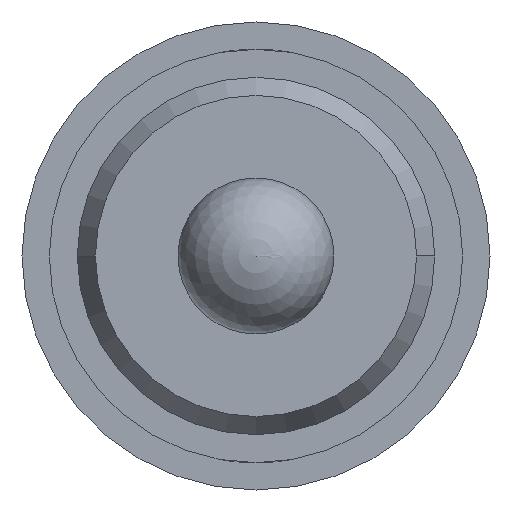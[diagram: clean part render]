
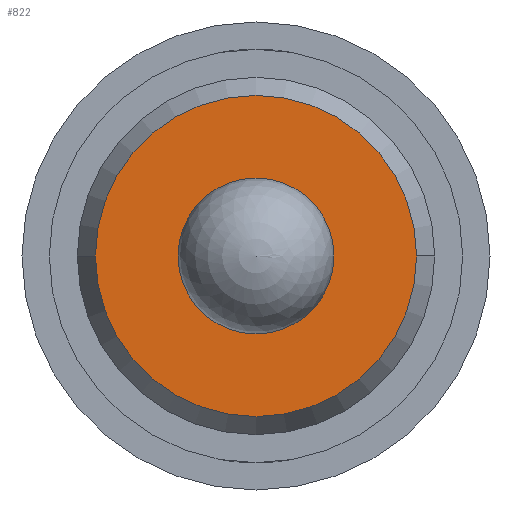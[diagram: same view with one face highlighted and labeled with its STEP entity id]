
A CAD part, front view. The second image highlights one B-rep face of the part: STEP entity #822.
In plain terms, the highlighted planar face has unit normal (0, -1, 0).
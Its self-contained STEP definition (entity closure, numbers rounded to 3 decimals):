
#78 = EDGE_LOOP ( 'NONE', ( #3114, #746 ) ) ;
#103 = DIRECTION ( 'NONE',  ( 1., 0., 0. ) ) ;
#120 = DIRECTION ( 'NONE',  ( 0., -1., 0. ) ) ;
#283 = VERTEX_POINT ( 'NONE', #377 ) ;
#361 = CARTESIAN_POINT ( 'NONE',  ( 0., -28.6, 0. ) ) ;
#377 = CARTESIAN_POINT ( 'NONE',  ( 0., -28.6, 0.5 ) ) ;
#387 = VERTEX_POINT ( 'NONE', #3724 ) ;
#446 = DIRECTION ( 'NONE',  ( 0., -1., 0. ) ) ;
#611 = EDGE_CURVE ( 'Defeature ausgef�hrt1_17+Defeature ausgef�hrt1_16+Defeature ausgef�hrt1_16+Defeature ausgef�hrt1_16', #387, #1186, #1658, .T. ) ;
#624 = ORIENTED_EDGE ( 'NONE', *, *, #3366, .T. ) ;
#723 = CARTESIAN_POINT ( 'NONE',  ( 0., -28.6, 0. ) ) ;
#746 = ORIENTED_EDGE ( 'NONE', *, *, #5129, .T. ) ;
#822 = ADVANCED_FACE ( 'Defeature ausgef�hrt1_17', ( #1788, #3364 ), #2905, .T. ) ;
#940 = DIRECTION ( 'NONE',  ( 1., 0., 0. ) ) ;
#1186 = VERTEX_POINT ( 'NONE', #4084 ) ;
#1312 = CIRCLE ( 'NONE', #4668, 0.5 ) ;
#1658 = CIRCLE ( 'NONE', #4039, 1.03 ) ;
#1661 = CARTESIAN_POINT ( 'NONE',  ( 0., -28.6, 0. ) ) ;
#1788 = FACE_BOUND ( 'NONE', #78, .T. ) ;
#2188 = CIRCLE ( 'NONE', #4548, 1.03 ) ;
#2492 = CIRCLE ( 'NONE', #3657, 0.5 ) ;
#2531 = CARTESIAN_POINT ( 'NONE',  ( 0., -28.6, -0.5 ) ) ;
#2660 = AXIS2_PLACEMENT_3D ( 'NONE', #4068, #120, #940 ) ;
#2898 = EDGE_CURVE ( 'Defeature ausgef�hrt1_17+Defeature ausgef�hrt1_14+Defeature ausgef�hrt1_14+Defeature ausgef�hrt1_14', #283, #3482, #2492, .T. ) ;
#2905 = PLANE ( 'NONE',  #2660 ) ;
#3112 = DIRECTION ( 'NONE',  ( 0., 0., -1. ) ) ;
#3114 = ORIENTED_EDGE ( 'NONE', *, *, #2898, .T. ) ;
#3169 = DIRECTION ( 'NONE',  ( 1., 0., 0. ) ) ;
#3196 = DIRECTION ( 'NONE',  ( 0., 1., 0. ) ) ;
#3250 = DIRECTION ( 'NONE',  ( 0., 1., 0. ) ) ;
#3364 = FACE_OUTER_BOUND ( 'NONE', #3671, .T. ) ;
#3366 = EDGE_CURVE ( 'Defeature ausgef�hrt1_17+Defeature ausgef�hrt1_16+Defeature ausgef�hrt1_16+Defeature ausgef�hrt1_16', #1186, #387, #2188, .T. ) ;
#3482 = VERTEX_POINT ( 'NONE', #2531 ) ;
#3600 = DIRECTION ( 'NONE',  ( 0., -1., 0. ) ) ;
#3657 = AXIS2_PLACEMENT_3D ( 'NONE', #4439, #3250, #3677 ) ;
#3671 = EDGE_LOOP ( 'NONE', ( #4666, #624 ) ) ;
#3677 = DIRECTION ( 'NONE',  ( 0., 0., -1. ) ) ;
#3724 = CARTESIAN_POINT ( 'NONE',  ( -1.03, -28.6, 0. ) ) ;
#4039 = AXIS2_PLACEMENT_3D ( 'NONE', #361, #3600, #3169 ) ;
#4068 = CARTESIAN_POINT ( 'NONE',  ( -1.145, -28.6, 0. ) ) ;
#4084 = CARTESIAN_POINT ( 'NONE',  ( 1.03, -28.6, 0. ) ) ;
#4439 = CARTESIAN_POINT ( 'NONE',  ( 0., -28.6, 0. ) ) ;
#4548 = AXIS2_PLACEMENT_3D ( 'NONE', #1661, #446, #103 ) ;
#4666 = ORIENTED_EDGE ( 'NONE', *, *, #611, .T. ) ;
#4668 = AXIS2_PLACEMENT_3D ( 'NONE', #723, #3196, #3112 ) ;
#5129 = EDGE_CURVE ( 'Defeature ausgef�hrt1_17+Defeature ausgef�hrt1_14+Defeature ausgef�hrt1_14+Defeature ausgef�hrt1_14', #3482, #283, #1312, .T. ) ;
